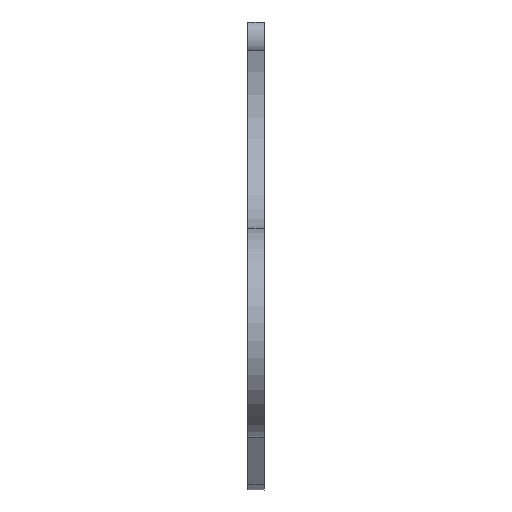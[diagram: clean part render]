
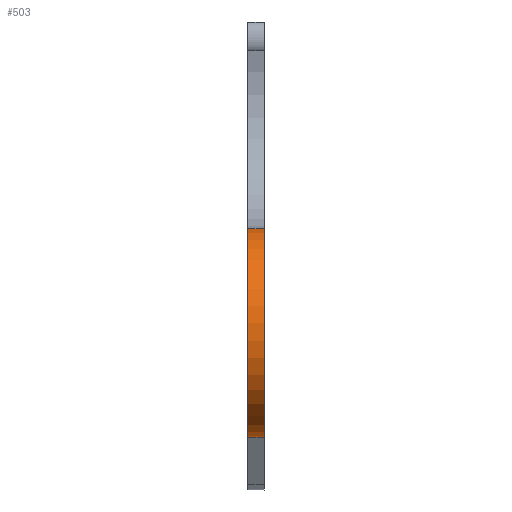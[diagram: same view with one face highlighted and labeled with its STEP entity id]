
A CAD part, front view. The second image highlights one B-rep face of the part: STEP entity #503.
In plain terms, the highlighted cylindrical face has radius 18.789 mm (diameter 37.578 mm), a partial arc.
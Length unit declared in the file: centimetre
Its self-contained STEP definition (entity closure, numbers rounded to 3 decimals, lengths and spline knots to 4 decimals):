
#72=FACE_OUTER_BOUND('',#96,.T.);
#96=EDGE_LOOP('',(#404,#405,#406,#407));
#153=LINE('',#850,#175);
#155=LINE('',#858,#177);
#175=VECTOR('',#713,1.);
#177=VECTOR('',#721,1.);
#216=CIRCLE('',#578,1.8789);
#217=CIRCLE('',#579,1.8789);
#257=VERTEX_POINT('',#847);
#258=VERTEX_POINT('',#849);
#260=VERTEX_POINT('',#855);
#261=VERTEX_POINT('',#857);
#318=EDGE_CURVE('',#257,#258,#153,.T.);
#321=EDGE_CURVE('',#260,#257,#216,.T.);
#322=EDGE_CURVE('',#260,#261,#155,.T.);
#323=EDGE_CURVE('',#261,#258,#217,.T.);
#404=ORIENTED_EDGE('',*,*,#321,.F.);
#405=ORIENTED_EDGE('',*,*,#322,.T.);
#406=ORIENTED_EDGE('',*,*,#323,.T.);
#407=ORIENTED_EDGE('',*,*,#318,.F.);
#482=CYLINDRICAL_SURFACE('',#577,1.8789);
#503=ADVANCED_FACE('',(#72),#482,.T.);
#577=AXIS2_PLACEMENT_3D('',#854,#717,#718);
#578=AXIS2_PLACEMENT_3D('',#856,#719,#720);
#579=AXIS2_PLACEMENT_3D('',#859,#722,#723);
#713=DIRECTION('',(1.,0.,0.));
#717=DIRECTION('center_axis',(-1.,0.,0.));
#718=DIRECTION('ref_axis',(0.,-0.988,-0.157));
#719=DIRECTION('center_axis',(-1.,0.,0.));
#720=DIRECTION('ref_axis',(0.,0.354,-0.935));
#721=DIRECTION('',(1.,0.,0.));
#722=DIRECTION('center_axis',(-1.,0.,0.));
#723=DIRECTION('ref_axis',(0.,0.354,-0.935));
#847=CARTESIAN_POINT('',(-36.95,25.3227,7.2885));
#849=CARTESIAN_POINT('',(-36.65,25.3227,7.2885));
#850=CARTESIAN_POINT('',(-36.95,25.3227,7.2885));
#854=CARTESIAN_POINT('Origin',(-36.95,25.2374,5.4115));
#855=CARTESIAN_POINT('',(-36.95,25.9023,3.6541));
#856=CARTESIAN_POINT('Origin',(-36.95,25.2374,5.4115));
#857=CARTESIAN_POINT('',(-36.65,25.9023,3.6541));
#858=CARTESIAN_POINT('',(-36.95,25.9023,3.6541));
#859=CARTESIAN_POINT('Origin',(-36.65,25.2374,5.4115));
